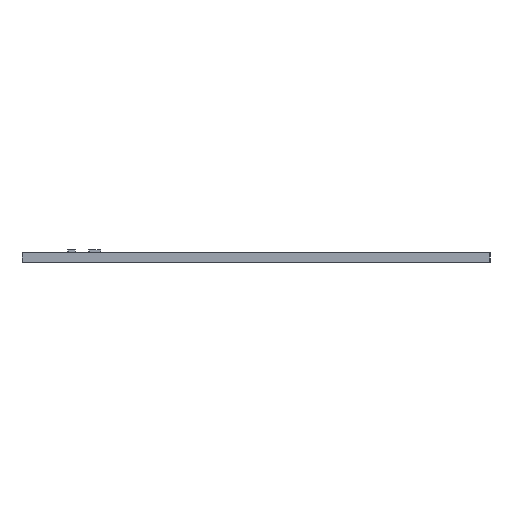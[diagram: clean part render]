
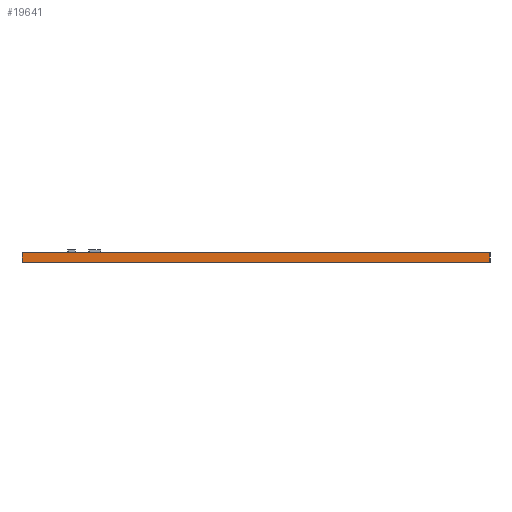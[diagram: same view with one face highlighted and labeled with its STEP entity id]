
A CAD part, left-side view. The second image highlights one B-rep face of the part: STEP entity #19641.
In plain terms, the highlighted planar face has unit normal (-1, 0, 0).
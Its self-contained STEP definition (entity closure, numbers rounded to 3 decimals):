
#1997 = PLANE('',#1998);
#1998 = AXIS2_PLACEMENT_3D('',#1999,#2000,#2001);
#1999 = CARTESIAN_POINT('',(-42.545,38.735,0.));
#2000 = DIRECTION('',(0.,1.,0.));
#2001 = DIRECTION('',(1.,0.,0.));
#2025 = PLANE('',#2026);
#2026 = AXIS2_PLACEMENT_3D('',#2027,#2028,#2029);
#2027 = CARTESIAN_POINT('',(0.131,0.288,1.6));
#2028 = DIRECTION('',(0.,0.,-1.));
#2029 = DIRECTION('',(-1.,0.,0.));
#2079 = PLANE('',#2080);
#2080 = AXIS2_PLACEMENT_3D('',#2081,#2082,#2083);
#2081 = CARTESIAN_POINT('',(0.131,0.288,0.));
#2082 = DIRECTION('',(0.,0.,-1.));
#2083 = DIRECTION('',(-1.,0.,0.));
#2094 = EDGE_CURVE('',#2095,#2097,#2099,.T.);
#2095 = VERTEX_POINT('',#2096);
#2096 = CARTESIAN_POINT('',(-42.545,38.735,0.));
#2097 = VERTEX_POINT('',#2098);
#2098 = CARTESIAN_POINT('',(-42.545,38.735,1.6));
#2099 = SURFACE_CURVE('',#2100,(#2104,#2111),.PCURVE_S1.);
#2100 = LINE('',#2101,#2102);
#2101 = CARTESIAN_POINT('',(-42.545,38.735,0.));
#2102 = VECTOR('',#2103,1.);
#2103 = DIRECTION('',(0.,0.,1.));
#2104 = PCURVE('',#1997,#2105);
#2105 = DEFINITIONAL_REPRESENTATION('',(#2106),#2110);
#2106 = LINE('',#2107,#2108);
#2107 = CARTESIAN_POINT('',(0.,0.));
#2108 = VECTOR('',#2109,1.);
#2109 = DIRECTION('',(0.,-1.));
#2110 = ( GEOMETRIC_REPRESENTATION_CONTEXT(2) 
PARAMETRIC_REPRESENTATION_CONTEXT() REPRESENTATION_CONTEXT('2D SPACE',''
  ) );
#2111 = PCURVE('',#2112,#2117);
#2112 = PLANE('',#2113);
#2113 = AXIS2_PLACEMENT_3D('',#2114,#2115,#2116);
#2114 = CARTESIAN_POINT('',(-42.545,-38.735,0.));
#2115 = DIRECTION('',(-1.,0.,0.));
#2116 = DIRECTION('',(0.,1.,0.));
#2117 = DEFINITIONAL_REPRESENTATION('',(#2118),#2122);
#2118 = LINE('',#2119,#2120);
#2119 = CARTESIAN_POINT('',(77.47,0.));
#2120 = VECTOR('',#2121,1.);
#2121 = DIRECTION('',(0.,-1.));
#2122 = ( GEOMETRIC_REPRESENTATION_CONTEXT(2) 
PARAMETRIC_REPRESENTATION_CONTEXT() REPRESENTATION_CONTEXT('2D SPACE',''
  ) );
#2356 = VERTEX_POINT('',#2357);
#2357 = CARTESIAN_POINT('',(-42.545,-38.735,0.));
#2371 = PLANE('',#2372);
#2372 = AXIS2_PLACEMENT_3D('',#2373,#2374,#2375);
#2373 = CARTESIAN_POINT('',(-17.145,-38.735,0.));
#2374 = DIRECTION('',(0.,-1.,0.));
#2375 = DIRECTION('',(-1.,0.,0.));
#2383 = EDGE_CURVE('',#2356,#2095,#2384,.T.);
#2384 = SURFACE_CURVE('',#2385,(#2389,#2396),.PCURVE_S1.);
#2385 = LINE('',#2386,#2387);
#2386 = CARTESIAN_POINT('',(-42.545,-38.735,0.));
#2387 = VECTOR('',#2388,1.);
#2388 = DIRECTION('',(0.,1.,0.));
#2389 = PCURVE('',#2079,#2390);
#2390 = DEFINITIONAL_REPRESENTATION('',(#2391),#2395);
#2391 = LINE('',#2392,#2393);
#2392 = CARTESIAN_POINT('',(42.676,-39.023));
#2393 = VECTOR('',#2394,1.);
#2394 = DIRECTION('',(0.,1.));
#2395 = ( GEOMETRIC_REPRESENTATION_CONTEXT(2) 
PARAMETRIC_REPRESENTATION_CONTEXT() REPRESENTATION_CONTEXT('2D SPACE',''
  ) );
#2396 = PCURVE('',#2112,#2397);
#2397 = DEFINITIONAL_REPRESENTATION('',(#2398),#2402);
#2398 = LINE('',#2399,#2400);
#2399 = CARTESIAN_POINT('',(0.,0.));
#2400 = VECTOR('',#2401,1.);
#2401 = DIRECTION('',(1.,0.));
#2402 = ( GEOMETRIC_REPRESENTATION_CONTEXT(2) 
PARAMETRIC_REPRESENTATION_CONTEXT() REPRESENTATION_CONTEXT('2D SPACE',''
  ) );
#11708 = VERTEX_POINT('',#11709);
#11709 = CARTESIAN_POINT('',(-42.545,-38.735,1.6));
#11730 = EDGE_CURVE('',#11708,#2097,#11731,.T.);
#11731 = SURFACE_CURVE('',#11732,(#11736,#11743),.PCURVE_S1.);
#11732 = LINE('',#11733,#11734);
#11733 = CARTESIAN_POINT('',(-42.545,-38.735,1.6));
#11734 = VECTOR('',#11735,1.);
#11735 = DIRECTION('',(0.,1.,0.));
#11736 = PCURVE('',#2025,#11737);
#11737 = DEFINITIONAL_REPRESENTATION('',(#11738),#11742);
#11738 = LINE('',#11739,#11740);
#11739 = CARTESIAN_POINT('',(42.676,-39.023));
#11740 = VECTOR('',#11741,1.);
#11741 = DIRECTION('',(0.,1.));
#11742 = ( GEOMETRIC_REPRESENTATION_CONTEXT(2) 
PARAMETRIC_REPRESENTATION_CONTEXT() REPRESENTATION_CONTEXT('2D SPACE',''
  ) );
#11743 = PCURVE('',#2112,#11744);
#11744 = DEFINITIONAL_REPRESENTATION('',(#11745),#11749);
#11745 = LINE('',#11746,#11747);
#11746 = CARTESIAN_POINT('',(0.,-1.6));
#11747 = VECTOR('',#11748,1.);
#11748 = DIRECTION('',(1.,0.));
#11749 = ( GEOMETRIC_REPRESENTATION_CONTEXT(2) 
PARAMETRIC_REPRESENTATION_CONTEXT() REPRESENTATION_CONTEXT('2D SPACE',''
  ) );
#19641 = ADVANCED_FACE('',(#19642),#2112,.T.);
#19642 = FACE_BOUND('',#19643,.T.);
#19643 = EDGE_LOOP('',(#19644,#19665,#19666,#19667));
#19644 = ORIENTED_EDGE('',*,*,#19645,.T.);
#19645 = EDGE_CURVE('',#2356,#11708,#19646,.T.);
#19646 = SURFACE_CURVE('',#19647,(#19651,#19658),.PCURVE_S1.);
#19647 = LINE('',#19648,#19649);
#19648 = CARTESIAN_POINT('',(-42.545,-38.735,0.));
#19649 = VECTOR('',#19650,1.);
#19650 = DIRECTION('',(0.,0.,1.));
#19651 = PCURVE('',#2112,#19652);
#19652 = DEFINITIONAL_REPRESENTATION('',(#19653),#19657);
#19653 = LINE('',#19654,#19655);
#19654 = CARTESIAN_POINT('',(0.,0.));
#19655 = VECTOR('',#19656,1.);
#19656 = DIRECTION('',(0.,-1.));
#19657 = ( GEOMETRIC_REPRESENTATION_CONTEXT(2) 
PARAMETRIC_REPRESENTATION_CONTEXT() REPRESENTATION_CONTEXT('2D SPACE',''
  ) );
#19658 = PCURVE('',#2371,#19659);
#19659 = DEFINITIONAL_REPRESENTATION('',(#19660),#19664);
#19660 = LINE('',#19661,#19662);
#19661 = CARTESIAN_POINT('',(25.4,0.));
#19662 = VECTOR('',#19663,1.);
#19663 = DIRECTION('',(0.,-1.));
#19664 = ( GEOMETRIC_REPRESENTATION_CONTEXT(2) 
PARAMETRIC_REPRESENTATION_CONTEXT() REPRESENTATION_CONTEXT('2D SPACE',''
  ) );
#19665 = ORIENTED_EDGE('',*,*,#11730,.T.);
#19666 = ORIENTED_EDGE('',*,*,#2094,.F.);
#19667 = ORIENTED_EDGE('',*,*,#2383,.F.);
